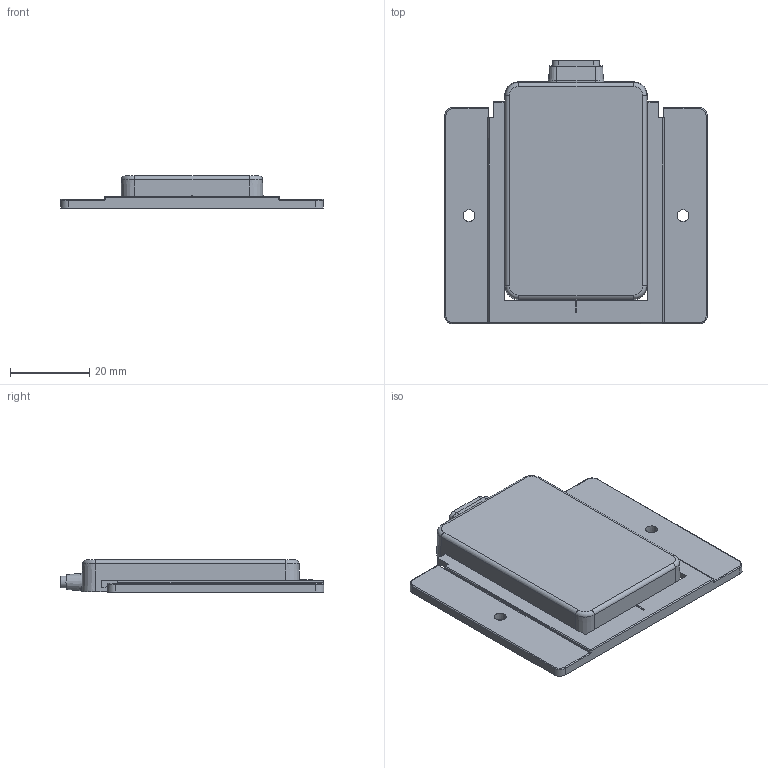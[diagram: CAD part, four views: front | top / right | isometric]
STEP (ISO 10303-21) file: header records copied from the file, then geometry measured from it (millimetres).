
FILE_DESCRIPTION((''),'2;1');
FILE_NAME('WEIYU-ALL_ASM','2025-10-25T15:42:18',('admin'),(''),'CREO PARAMETRIC BY PTC INC, 2020053','CREO PARAMETRIC BY PTC INC, 2020053','');
FILE_SCHEMA(('AUTOMOTIVE_DESIGN { 1 0 10303 214 1 1 1 1 }'));
Length unit declared in the file: millimetre
Products named in the file (7): TO; ZZ-5; TO-ALL_ASM; SR; PB-ALL_ASM; WYU-ALL_ASM; WEIYU-ALL_ASM
Assembly tree (6 placements, depth 4):
  WEIYU-ALL_ASM
    WYU-ALL_ASM
      TO-ALL_ASM
        TO
        ZZ-5
      PB-ALL_ASM
        SR
Bounding box: 66.24 x 66.6 x 8.1 mm (x, y, z)
Volume: 8919.3 mm3; surface area: 12017.2 mm2
Topology: 3 solids, 3 shells, 229 faces, 605 edges, 388 vertices
Faces by surface type: plane 158, cylinder 45, cone 14, torus 8, bspline 4
Entity records: 8246 total; most frequent: CARTESIAN_POINT 1912, ORIENTED_EDGE 1210, DIRECTION 1053, EDGE_CURVE 605, VECTOR 455, LINE 455, VERTEX_POINT 388, AXIS2_PLACEMENT_3D 299
